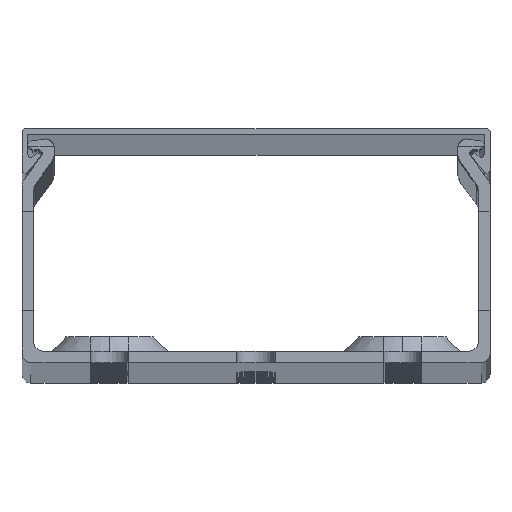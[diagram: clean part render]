
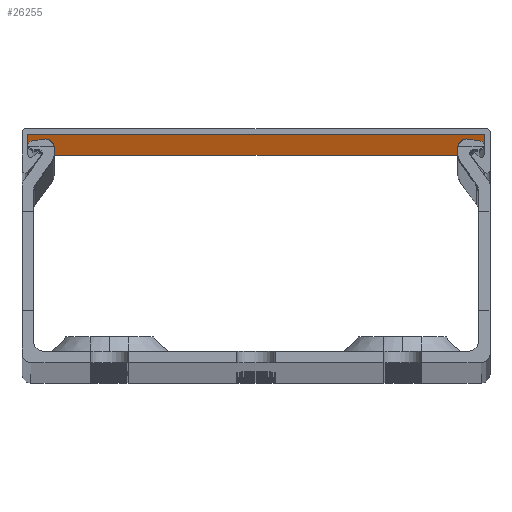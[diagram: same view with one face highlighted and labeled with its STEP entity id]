
A CAD part, top view. The second image highlights one B-rep face of the part: STEP entity #26255.
In plain terms, the highlighted planar face has unit normal (0, -1, 0).
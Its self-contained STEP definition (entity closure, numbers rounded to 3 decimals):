
#3129 = LINE ( 'NONE', #36596, #50544 ) ;
#4027 = CARTESIAN_POINT ( 'NONE',  ( -39., 39., 1000. ) ) ;
#4189 = EDGE_CURVE ( 'NONE', #23475, #44969, #3129, .T. ) ;
#5182 = CARTESIAN_POINT ( 'NONE',  ( 39., 39., -1000. ) ) ;
#5648 = CARTESIAN_POINT ( 'NONE',  ( 39., 39., 1080.44 ) ) ;
#6990 = LINE ( 'NONE', #52615, #31402 ) ;
#12325 = EDGE_CURVE ( 'NONE', #23475, #12928, #50457, .T. ) ;
#12867 = ORIENTED_EDGE ( 'NONE', *, *, #18460, .T. ) ;
#12928 = VERTEX_POINT ( 'NONE', #5182 ) ;
#15765 = ORIENTED_EDGE ( 'NONE', *, *, #4189, .T. ) ;
#16376 = VECTOR ( 'NONE', #34004, 1000. ) ;
#17119 = ORIENTED_EDGE ( 'NONE', *, *, #28706, .T. ) ;
#17994 = CARTESIAN_POINT ( 'NONE',  ( -39., 39., 1080.44 ) ) ;
#18460 = EDGE_CURVE ( 'NONE', #44969, #48255, #25532, .T. ) ;
#22046 = FACE_OUTER_BOUND ( 'NONE', #24609, .T. ) ;
#22313 = DIRECTION ( 'NONE',  ( 0., 1., 0. ) ) ;
#23284 = ORIENTED_EDGE ( 'NONE', *, *, #12325, .F. ) ;
#23475 = VERTEX_POINT ( 'NONE', #38014 ) ;
#24609 = EDGE_LOOP ( 'NONE', ( #23284, #15765, #12867, #17119 ) ) ;
#24704 = DIRECTION ( 'NONE',  ( -1., 0., 0. ) ) ;
#24751 = DIRECTION ( 'NONE',  ( 0., 0., -1. ) ) ;
#25532 = LINE ( 'NONE', #37430, #40672 ) ;
#26255 = ADVANCED_FACE ( 'NONE', ( #22046 ), #38518, .F. ) ;
#28706 = EDGE_CURVE ( 'NONE', #48255, #12928, #6990, .T. ) ;
#31402 = VECTOR ( 'NONE', #36157, 1000. ) ;
#34004 = DIRECTION ( 'NONE',  ( 0., 0., -1. ) ) ;
#34462 = DIRECTION ( 'NONE',  ( -1., 0., 0. ) ) ;
#36157 = DIRECTION ( 'NONE',  ( 1., 0., 0. ) ) ;
#36596 = CARTESIAN_POINT ( 'NONE',  ( -39., 39., 1000. ) ) ;
#37430 = CARTESIAN_POINT ( 'NONE',  ( -39., 39., 1080.44 ) ) ;
#38014 = CARTESIAN_POINT ( 'NONE',  ( 39., 39., 1000. ) ) ;
#38518 = PLANE ( 'NONE',  #48779 ) ;
#40672 = VECTOR ( 'NONE', #24751, 1000. ) ;
#44969 = VERTEX_POINT ( 'NONE', #4027 ) ;
#48255 = VERTEX_POINT ( 'NONE', #49240 ) ;
#48779 = AXIS2_PLACEMENT_3D ( 'NONE', #17994, #22313, #34462 ) ;
#49240 = CARTESIAN_POINT ( 'NONE',  ( -39., 39., -1000. ) ) ;
#50457 = LINE ( 'NONE', #5648, #16376 ) ;
#50544 = VECTOR ( 'NONE', #24704, 1000. ) ;
#52615 = CARTESIAN_POINT ( 'NONE',  ( -39., 39., -1000. ) ) ;
